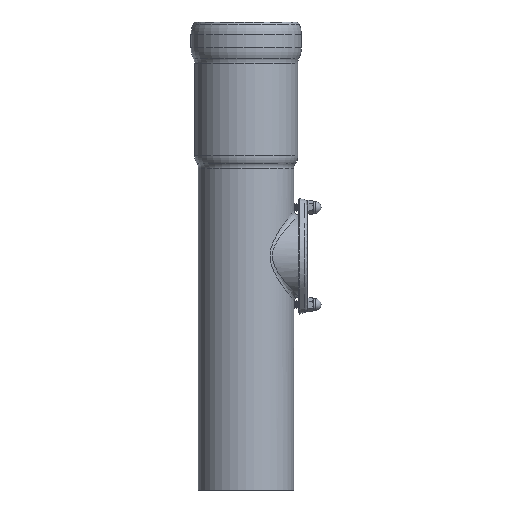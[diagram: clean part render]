
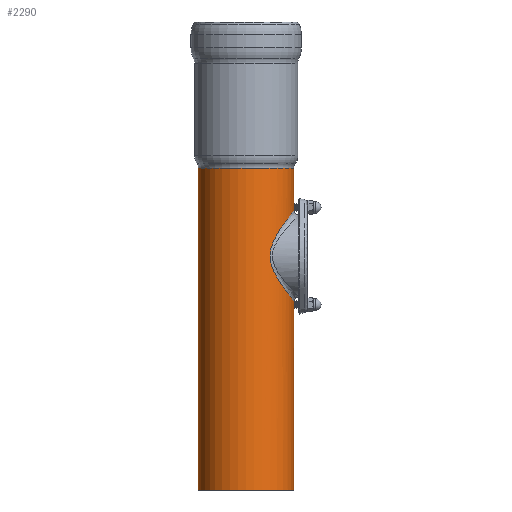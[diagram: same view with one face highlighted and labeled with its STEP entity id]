
A CAD part, left-side view. The second image highlights one B-rep face of the part: STEP entity #2290.
In plain terms, the highlighted cylindrical face has radius 510 mm (diameter 1020 mm), a full revolution.
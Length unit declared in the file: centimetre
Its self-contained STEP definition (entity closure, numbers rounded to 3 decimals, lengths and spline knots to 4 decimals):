
#124=CYLINDRICAL_SURFACE('',#2804,51.);
#176=B_SPLINE_CURVE_WITH_KNOTS('',3,(#19597,#19598,#19599,#19600,#19601,
#19602,#19603,#19604,#19605,#19606,#19607,#19608,#19609,#19610,#19611,#19612,
#19613,#19614,#19615),.UNSPECIFIED.,.F.,.F.,(4,1,1,1,1,1,1,1,1,1,1,1,1,
1,1,1,4),(-286.0651,-283.5109,-280.9568,-277.1256,
-275.8485,-270.7402,-265.6319,-260.5236,
-256.6923,-255.4153,-245.1986,-240.6579,
-231.5765,-222.4951,-221.3599,-217.9543,-214.5468),
 .UNSPECIFIED.);
#177=B_SPLINE_CURVE_WITH_KNOTS('',3,(#19617,#19618,#19619,#19620,#19621,
#19622,#19623,#19624,#19625,#19626,#19627,#19628,#19629,#19630,#19631,#19632,
#19633,#19634,#19635,#19636,#19637,#19638,#19639,#19640,#19641,#19642,#19643,
#19644),.UNSPECIFIED.,.F.,.F.,(4,1,1,1,1,1,1,1,1,1,1,1,1,1,1,1,1,1,1,1,
1,1,1,1,1,4),(-214.5468,-211.1433,-204.3322,-197.5211,
-190.7101,-183.899,-177.0879,-170.2768,
-163.4658,-156.6547,-153.2492,-149.8436,
-145.3029,-140.7622,-136.2215,-132.8159,
-129.4104,-122.5993,-115.7882,-108.9772,
-102.1661,-95.355,-86.2736,-81.7329,
-74.9218,-71.5153),.UNSPECIFIED.);
#178=B_SPLINE_CURVE_WITH_KNOTS('',3,(#19645,#19646,#19647,#19648,#19649,
#19650,#19651,#19652,#19653,#19654,#19655,#19656,#19657,#19658,#19659,#19660,
#19661),.UNSPECIFIED.,.F.,.F.,(4,1,1,1,1,1,1,1,1,1,1,1,1,1,4),(-71.5153,
-68.1107,-64.7052,-63.57,-54.4886,
-49.9479,-40.8664,-30.6498,-25.5415,
-20.4332,-15.3249,-10.2166,-5.1083,
-2.5542,0.),.UNSPECIFIED.);
#339=FACE_OUTER_BOUND('',#514,.T.);
#514=EDGE_LOOP('',(#1844,#1845,#1846,#1847,#1848,#1849,#1850,#1851,#1852,
#1853));
#692=CIRCLE('',#2805,51.);
#693=CIRCLE('',#2806,51.);
#694=CIRCLE('',#2807,51.);
#904=VERTEX_POINT('',#19537);
#906=VERTEX_POINT('',#19596);
#907=VERTEX_POINT('',#19616);
#908=VERTEX_POINT('',#19665);
#909=VERTEX_POINT('',#19668);
#910=VERTEX_POINT('',#19670);
#1229=EDGE_CURVE('',#904,#906,#176,.T.);
#1230=EDGE_CURVE('',#906,#907,#177,.T.);
#1231=EDGE_CURVE('',#907,#904,#178,.T.);
#1233=EDGE_CURVE('',#908,#908,#692,.T.);
#1234=EDGE_CURVE('',#908,#906,#2450,.T.);
#1235=EDGE_CURVE('',#907,#909,#2451,.T.);
#1236=EDGE_CURVE('',#910,#909,#693,.T.);
#1237=EDGE_CURVE('',#909,#910,#694,.T.);
#1844=ORIENTED_EDGE('',*,*,#1233,.F.);
#1845=ORIENTED_EDGE('',*,*,#1234,.T.);
#1846=ORIENTED_EDGE('',*,*,#1229,.F.);
#1847=ORIENTED_EDGE('',*,*,#1231,.F.);
#1848=ORIENTED_EDGE('',*,*,#1235,.T.);
#1849=ORIENTED_EDGE('',*,*,#1236,.F.);
#1850=ORIENTED_EDGE('',*,*,#1237,.F.);
#1851=ORIENTED_EDGE('',*,*,#1235,.F.);
#1852=ORIENTED_EDGE('',*,*,#1230,.F.);
#1853=ORIENTED_EDGE('',*,*,#1234,.F.);
#2290=ADVANCED_FACE('',(#339),#124,.T.);
#2450=LINE('',#19667,#2560);
#2451=LINE('',#19669,#2561);
#2560=VECTOR('',#3442,51.);
#2561=VECTOR('',#3443,51.);
#2804=AXIS2_PLACEMENT_3D('',#19664,#3438,#3439);
#2805=AXIS2_PLACEMENT_3D('',#19666,#3440,#3441);
#2806=AXIS2_PLACEMENT_3D('',#19671,#3444,#3445);
#2807=AXIS2_PLACEMENT_3D('',#19672,#3446,#3447);
#3438=DIRECTION('center_axis',(0.,0.,-1.));
#3439=DIRECTION('ref_axis',(0.,1.,0.));
#3440=DIRECTION('center_axis',(0.,0.,-1.));
#3441=DIRECTION('ref_axis',(1.,0.,0.));
#3442=DIRECTION('',(0.,0.,1.));
#3443=DIRECTION('',(0.,0.,1.));
#3444=DIRECTION('center_axis',(0.,0.,1.));
#3445=DIRECTION('ref_axis',(1.,0.,0.));
#3446=DIRECTION('center_axis',(0.,0.,1.));
#3447=DIRECTION('ref_axis',(1.,0.,0.));
#19537=CARTESIAN_POINT('',(-44.1696,-25.4959,250.));
#19596=CARTESIAN_POINT('',(0.,-50.9998,201.5002));
#19597=CARTESIAN_POINT('Ctrl Pts',(-44.1696,-25.4959,
250.));
#19598=CARTESIAN_POINT('Ctrl Pts',(-44.1696,-25.4959,
249.0216));
#19599=CARTESIAN_POINT('Ctrl Pts',(-44.1155,-25.59,
247.065));
#19600=CARTESIAN_POINT('Ctrl Pts',(-43.8357,-26.0695,
243.689));
#19601=CARTESIAN_POINT('Ctrl Pts',(-43.41,-26.7757,
240.8888));
#19602=CARTESIAN_POINT('Ctrl Pts',(-42.6676,-27.9489,237.2834));
#19603=CARTESIAN_POINT('Ctrl Pts',(-41.5985,-29.5514,
233.4113));
#19604=CARTESIAN_POINT('Ctrl Pts',(-39.7379,-32.0238,
228.6186));
#19605=CARTESIAN_POINT('Ctrl Pts',(-37.6586,-34.4421,
224.5243));
#19606=CARTESIAN_POINT('Ctrl Pts',(-35.9148,-36.2279,221.7262));
#19607=CARTESIAN_POINT('Ctrl Pts',(-33.1022,-38.8964,217.6867));
#19608=CARTESIAN_POINT('Ctrl Pts',(-29.6912,-41.6389,
213.8146));
#19609=CARTESIAN_POINT('Ctrl Pts',(-23.716,-45.2925,
208.8721));
#19610=CARTESIAN_POINT('Ctrl Pts',(-17.2353,-48.2731,
204.9763));
#19611=CARTESIAN_POINT('Ctrl Pts',(-10.9379,-49.9259,
202.8656));
#19612=CARTESIAN_POINT('Ctrl Pts',(-6.3068,-50.6278,
201.9723));
#19613=CARTESIAN_POINT('Ctrl Pts',(-3.5658,-50.9172,
201.6051));
#19614=CARTESIAN_POINT('Ctrl Pts',(-1.1889,-50.9998,
201.5002));
#19615=CARTESIAN_POINT('Ctrl Pts',(0.,-50.9998,
201.5002));
#19616=CARTESIAN_POINT('',(0.,-50.9998,298.4998));
#19617=CARTESIAN_POINT('Ctrl Pts',(0.,-50.9998,
201.5002));
#19618=CARTESIAN_POINT('Ctrl Pts',(1.1874,-50.9998,201.5002));
#19619=CARTESIAN_POINT('Ctrl Pts',(4.7512,-50.876,201.6573));
#19620=CARTESIAN_POINT('Ctrl Pts',(10.5884,-50.0506,202.7047));
#19621=CARTESIAN_POINT('Ctrl Pts',(17.1489,-48.1836,205.0977));
#19622=CARTESIAN_POINT('Ctrl Pts',(23.0901,-45.6176,208.4466));
#19623=CARTESIAN_POINT('Ctrl Pts',(28.3318,-42.5416,212.5749));
#19624=CARTESIAN_POINT('Ctrl Pts',(32.8581,-39.1313,217.3502));
#19625=CARTESIAN_POINT('Ctrl Pts',(36.675,-35.5559,222.6908));
#19626=CARTESIAN_POINT('Ctrl Pts',(39.7879,-32.0071,228.5713));
#19627=CARTESIAN_POINT('Ctrl Pts',(41.7835,-29.2833,233.9612));
#19628=CARTESIAN_POINT('Ctrl Pts',(42.9781,-27.4697,238.6107));
#19629=CARTESIAN_POINT('Ctrl Pts',(43.7253,-26.261,242.6767));
#19630=CARTESIAN_POINT('Ctrl Pts',(44.1907,-25.4598,247.3746));
#19631=CARTESIAN_POINT('Ctrl Pts',(44.1906,-25.4601,252.625));
#19632=CARTESIAN_POINT('Ctrl Pts',(43.7254,-26.2608,257.3232));
#19633=CARTESIAN_POINT('Ctrl Pts',(42.9782,-27.4696,261.3888));
#19634=CARTESIAN_POINT('Ctrl Pts',(41.7836,-29.2833,266.0385));
#19635=CARTESIAN_POINT('Ctrl Pts',(39.7879,-32.0071,271.4288));
#19636=CARTESIAN_POINT('Ctrl Pts',(36.6758,-35.5547,277.3073));
#19637=CARTESIAN_POINT('Ctrl Pts',(32.8604,-39.1297,282.6476));
#19638=CARTESIAN_POINT('Ctrl Pts',(28.333,-42.5402,287.4234));
#19639=CARTESIAN_POINT('Ctrl Pts',(22.5111,-45.9586,292.0107));
#19640=CARTESIAN_POINT('Ctrl Pts',(16.4499,-48.4391,295.23));
#19641=CARTESIAN_POINT('Ctrl Pts',(9.8119,-50.1599,297.4342));
#19642=CARTESIAN_POINT('Ctrl Pts',(4.7537,-50.876,298.3426));
#19643=CARTESIAN_POINT('Ctrl Pts',(1.1886,-50.9998,298.4998));
#19644=CARTESIAN_POINT('Ctrl Pts',(0.,-50.9998,
298.4998));
#19645=CARTESIAN_POINT('Ctrl Pts',(0.,-50.9998,
298.4998));
#19646=CARTESIAN_POINT('Ctrl Pts',(-1.1879,-50.9998,
298.4998));
#19647=CARTESIAN_POINT('Ctrl Pts',(-3.564,-50.9172,
298.395));
#19648=CARTESIAN_POINT('Ctrl Pts',(-6.3035,-50.6283,
298.0284));
#19649=CARTESIAN_POINT('Ctrl Pts',(-10.9358,-49.9262,
297.1346));
#19650=CARTESIAN_POINT('Ctrl Pts',(-15.7491,-48.6635,
295.5227));
#19651=CARTESIAN_POINT('Ctrl Pts',(-22.4659,-45.9408,
291.9777));
#19652=CARTESIAN_POINT('Ctrl Pts',(-28.7258,-42.4163,
287.2817));
#19653=CARTESIAN_POINT('Ctrl Pts',(-33.9133,-38.2436,
281.393));
#19654=CARTESIAN_POINT('Ctrl Pts',(-37.4683,-34.6635,
275.8516));
#19655=CARTESIAN_POINT('Ctrl Pts',(-39.7362,-32.0259,
271.3848));
#19656=CARTESIAN_POINT('Ctrl Pts',(-41.5981,-29.5522,
266.5901));
#19657=CARTESIAN_POINT('Ctrl Pts',(-43.0241,-27.4142,
261.4267));
#19658=CARTESIAN_POINT('Ctrl Pts',(-43.7958,-26.1377,
256.7941));
#19659=CARTESIAN_POINT('Ctrl Pts',(-44.1155,-25.5901,
252.9347));
#19660=CARTESIAN_POINT('Ctrl Pts',(-44.1696,-25.4959,
250.9784));
#19661=CARTESIAN_POINT('Ctrl Pts',(-44.1696,-25.4959,
250.));
#19664=CARTESIAN_POINT('Origin',(0.,0.,343.966));
#19665=CARTESIAN_POINT('',(0.,-51.,0.));
#19666=CARTESIAN_POINT('Origin',(0.,0.,0.));
#19667=CARTESIAN_POINT('',(0.,-51.,343.966));
#19668=CARTESIAN_POINT('',(0.,-51.,343.966));
#19669=CARTESIAN_POINT('',(0.,-51.,343.966));
#19670=CARTESIAN_POINT('',(0.,51.,343.966));
#19671=CARTESIAN_POINT('Origin',(0.,0.,343.966));
#19672=CARTESIAN_POINT('Origin',(0.,0.,343.966));
